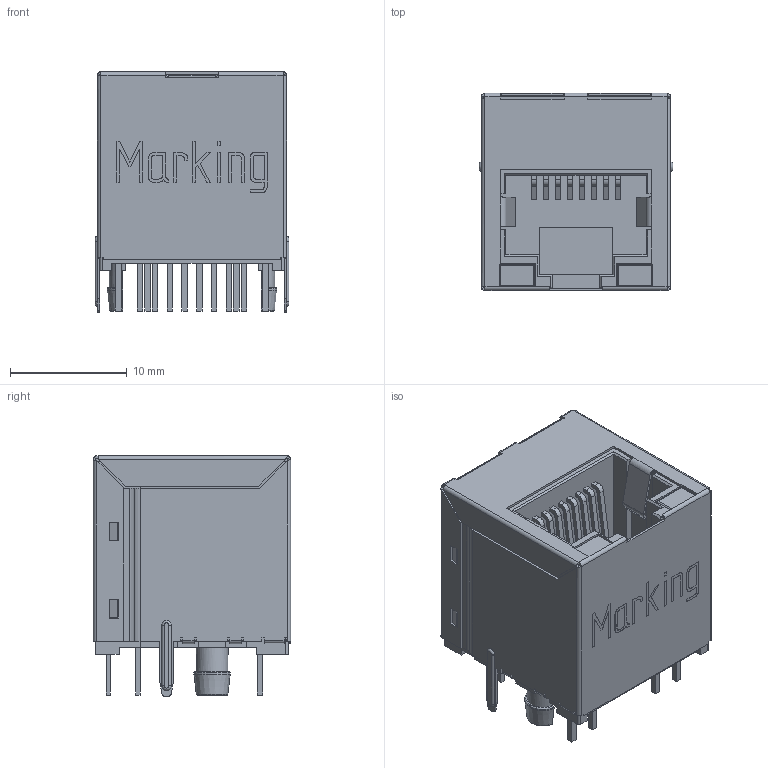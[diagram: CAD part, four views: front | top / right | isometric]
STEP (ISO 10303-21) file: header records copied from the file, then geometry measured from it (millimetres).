
FILE_DESCRIPTION( ( 'Unknown' ), '1' );
FILE_NAME( '74990101210.stp', 'Unknown', ( 'Unknown' ), ( 'Unknown' ), 'PSStep 17.0.49', 'Unknown', ' ' );
FILE_SCHEMA( ( 'AUTOMOTIVE_DESIGN { 1 0 10303 214 1 1 1 1 }' ) );
Length unit declared in the file: millimetre
Products named in the file (3): Assem1; base; shielding
Assembly tree (2 placements, depth 2):
  Assem1
    base
    shielding
Bounding box: 16.6 x 16.9 x 20.6 mm (x, y, z)
Volume: 3471.2 mm3; surface area: 4904.4 mm2
Topology: 2 solids, 2 shells, 687 faces, 1881 edges, 1214 vertices
Faces by surface type: plane 510, cylinder 133, extrusion 14, torus 12, sphere 8, bspline 8, cone 2
Entity records: 27556 total; most frequent: CARTESIAN_POINT 4654, ORIENTED_EDGE 3746, DIRECTION 3359, EDGE_CURVE 1873, VECTOR 1443, LINE 1429, VERTEX_POINT 1214, AXIS2_PLACEMENT_3D 958
